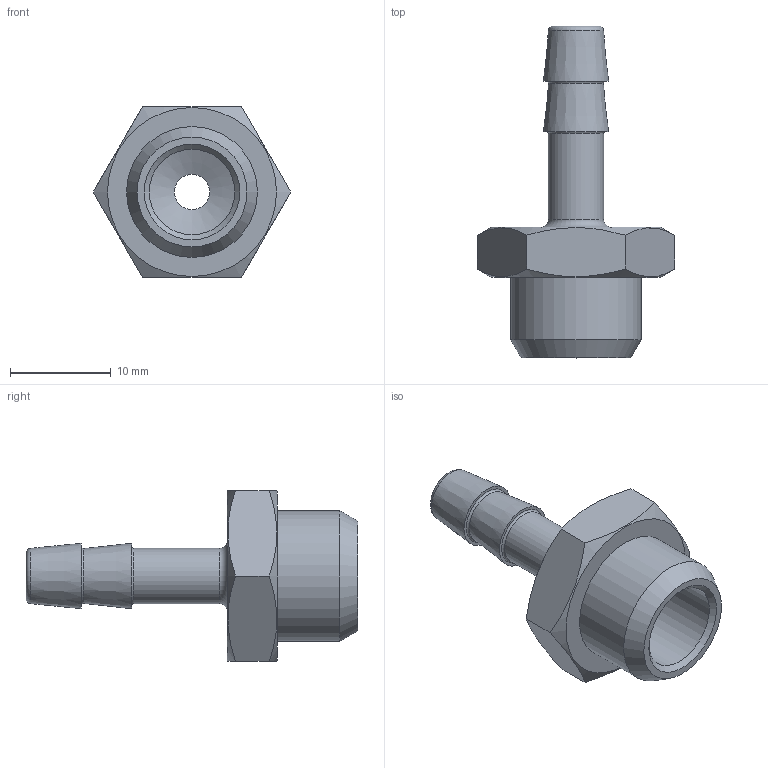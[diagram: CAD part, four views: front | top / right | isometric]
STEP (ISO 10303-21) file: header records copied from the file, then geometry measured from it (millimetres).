
FILE_DESCRIPTION(( 'RAL.30.6.5.14.stp' ), '1');
FILE_NAME( 'RAL.30.6.5.14.stp', '2021-02-22T10:31:59',( 'Sopra'),('sopra-pneumatic.com'), 'SwSTEP 2.0','SolidWorks 2009','' );
FILE_SCHEMA( ( 'CONFIG_CONTROL_DESIGN' ) );
Length unit declared in the file: millimetre
Products named in the file (1): Interno
Bounding box: 19.63 x 33 x 17 mm (x, y, z)
Volume: 1971.6 mm3; surface area: 1912.9 mm2
Topology: 1 solids, 1 shells, 27 faces, 57 edges, 36 vertices
Faces by surface type: plane 12, cone 7, cylinder 4, torus 4
Full cylindrical faces by diameter (mm): 3.5 x1, 5.5 x1, 8.5 x1, 13 x1
Entity records: 760 total; most frequent: CARTESIAN_POINT 202, DIRECTION 102, ORIENTED_EDGE 84, AXIS2_PLACEMENT_3D 48, EDGE_LOOP 48, EDGE_CURVE 42, VERTEX_POINT 36, FACE_OUTER_BOUND 35
